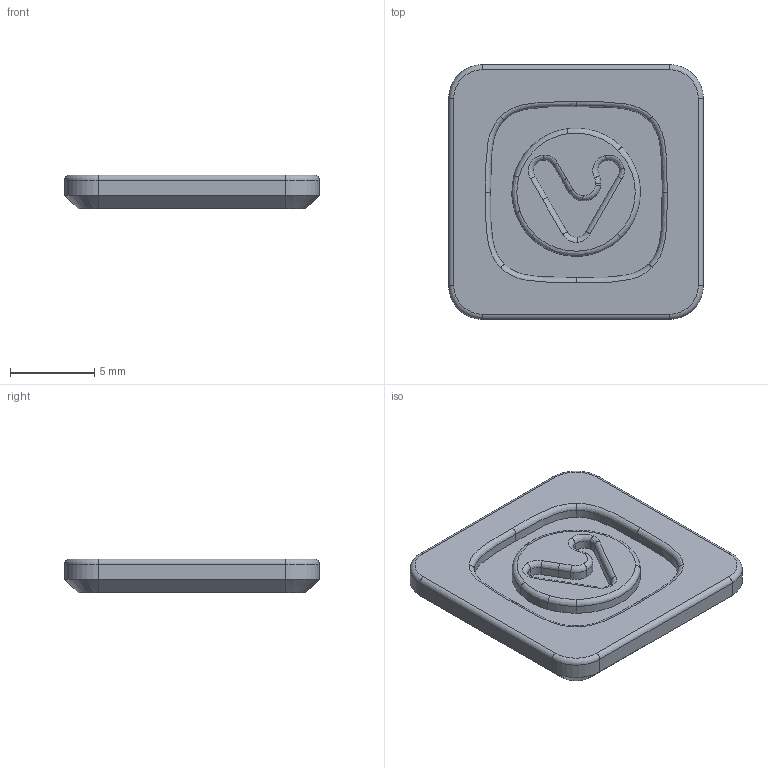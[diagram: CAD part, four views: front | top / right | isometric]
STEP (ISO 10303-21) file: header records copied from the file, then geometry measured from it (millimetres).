
FILE_DESCRIPTION(/* description */ (''),/* implementation_level */ '2;1');
FILE_NAME(/* name */ 'Logo Vivaldi v4.step',/* time_stamp */ '2021-07-04T00:16:45+02:00',/* author */ (''),/* organization */ (''),/* preprocessor_version */ 'ST-DEVELOPER v18.1',/* originating_system */ 'Autodesk Translation Framework v10.9.0.1377',/* authorisation */ '');
FILE_SCHEMA (('AUTOMOTIVE_DESIGN { 1 0 10303 214 3 1 1 }'));
Length unit declared in the file: millimetre
Products named in the file (1): Logo Vivaldi
Bounding box: 15.1 x 15.1 x 2 mm (x, y, z)
Volume: 381 mm3; surface area: 591.3 mm2
Topology: 1 solids, 1 shells, 93 faces, 218 edges, 129 vertices
Faces by surface type: bspline 64, plane 13, cylinder 8, cone 4, torus 4
Entity records: 3959 total; most frequent: CARTESIAN_POINT 2253, ORIENTED_EDGE 436, EDGE_CURVE 218, DIRECTION 214, VERTEX_POINT 129, EDGE_LOOP 97, FACE_OUTER_BOUND 93, ADVANCED_FACE 93
